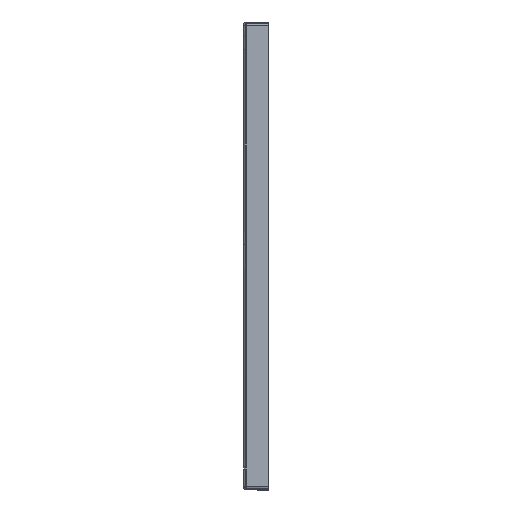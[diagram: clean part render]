
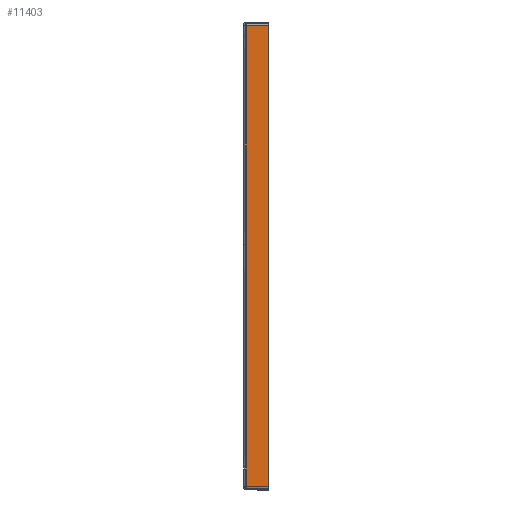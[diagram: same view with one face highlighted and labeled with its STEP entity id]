
A CAD part, left-side view. The second image highlights one B-rep face of the part: STEP entity #11403.
In plain terms, the highlighted planar face has unit normal (-1, 0, 0).
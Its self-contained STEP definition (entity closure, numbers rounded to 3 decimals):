
#2822=CARTESIAN_POINT('',(-850.,-5.114,45.));
#2823=CARTESIAN_POINT('',(-850.,-5.114,
48.816));
#2824=CARTESIAN_POINT('',(-850.,-5.114,56.818));
#2825=CARTESIAN_POINT('',(-850.,-5.114,70.157));
#2826=CARTESIAN_POINT('',(-850.,-5.113,84.141));
#2827=CARTESIAN_POINT('',(-850.,-5.113,98.429));
#2828=CARTESIAN_POINT('',(-850.,-5.112,114.322));
#2829=CARTESIAN_POINT('',(-850.,-5.11,129.339));
#2830=CARTESIAN_POINT('',(-850.,-5.109,143.935));
#2831=CARTESIAN_POINT('',(-850.,-5.108,157.882));
#2832=CARTESIAN_POINT('',(-850.,-5.106,171.414));
#2833=CARTESIAN_POINT('',(-850.,-5.104,184.417));
#2834=CARTESIAN_POINT('',(-850.,-5.103,197.378));
#2835=CARTESIAN_POINT('',(-850.,-5.101,208.199));
#2836=CARTESIAN_POINT('',(-850.,-5.099,219.851));
#2837=CARTESIAN_POINT('',(-850.,-5.097,232.473));
#2838=CARTESIAN_POINT('',(-850.,-5.095,245.762));
#2839=CARTESIAN_POINT('',(-850.,-5.093,260.664));
#2840=CARTESIAN_POINT('',(-850.,-5.09,274.589));
#2841=CARTESIAN_POINT('',(-850.,-5.088,289.221));
#2842=CARTESIAN_POINT('',(-850.,-5.085,303.765));
#2843=CARTESIAN_POINT('',(-850.,-5.082,317.773));
#2844=CARTESIAN_POINT('',(-850.,-5.079,332.859));
#2845=CARTESIAN_POINT('',(-850.,-5.077,347.661));
#2846=CARTESIAN_POINT('',(-850.,-5.073,363.273));
#2847=CARTESIAN_POINT('',(-850.,-5.071,378.245));
#2848=CARTESIAN_POINT('',(-850.,-5.067,393.536));
#2849=CARTESIAN_POINT('',(-850.,-5.064,408.632));
#2850=CARTESIAN_POINT('',(-850.,-5.061,423.894));
#2851=CARTESIAN_POINT('',(-850.,-5.058,439.81));
#2852=CARTESIAN_POINT('',(-850.,-5.055,455.494));
#2853=CARTESIAN_POINT('',(-850.,-5.053,
466.749));
#2854=CARTESIAN_POINT('',(-850.,-5.052,472.497));
#2856=CARTESIAN_POINT('',(-850.,-5.052,472.497));
#2857=CARTESIAN_POINT('',(-850.,-5.048,491.836));
#2858=CARTESIAN_POINT('',(-850.,-5.041,528.72));
#2859=CARTESIAN_POINT('',(-850.,-5.031,581.853));
#2860=CARTESIAN_POINT('',(-850.,-5.023,631.037));
#2861=CARTESIAN_POINT('',(-850.,-5.016,677.37));
#2862=CARTESIAN_POINT('',(-850.,-5.011,721.279));
#2863=CARTESIAN_POINT('',(-850.,-5.007,762.453));
#2864=CARTESIAN_POINT('',(-850.,-5.004,800.208));
#2865=CARTESIAN_POINT('',(-850.,-5.002,834.006));
#2866=CARTESIAN_POINT('',(-850.,-5.,864.477));
#2867=CARTESIAN_POINT('',(-850.,-5.,883.673));
#2868=CARTESIAN_POINT('',(-850.,-5.,893.));
#2870=DIRECTION('',(0.,0.,-1.));
#2871=VECTOR('',#2870,886.);
#2872=CARTESIAN_POINT('',(-850.,-48.,893.));
#2873=LINE('',#2872,#2871);
#2874=DIRECTION('',(0.,1.,0.));
#2875=VECTOR('',#2874,42.98);
#2876=CARTESIAN_POINT('',(-850.,-48.,7.));
#2877=LINE('',#2876,#2875);
#2878=DIRECTION('',(0.,-0.003,1.));
#2879=VECTOR('',#2878,32.993);
#2880=CARTESIAN_POINT('',(-850.,-5.02,
7.));
#2881=LINE('',#2880,#2879);
#2891=DIRECTION('',(0.,0.,-1.));
#2892=VECTOR('',#2891,5.007);
#2893=CARTESIAN_POINT('',(-850.,-5.114,45.));
#2894=LINE('',#2893,#2892);
#3483=DIRECTION('',(0.,1.,0.));
#3484=VECTOR('',#3483,43.);
#3485=CARTESIAN_POINT('',(-850.,-48.,893.));
#3486=LINE('',#3485,#3484);
#6479=CARTESIAN_POINT('',(-850.,-48.,893.));
#6480=CARTESIAN_POINT('',(-850.,-48.,7.));
#6481=VERTEX_POINT('',#6479);
#6482=VERTEX_POINT('',#6480);
#6503=CARTESIAN_POINT('',(-850.,-5.114,45.));
#6504=CARTESIAN_POINT('',(-850.,-5.114,
39.993));
#6505=VERTEX_POINT('',#6503);
#6506=VERTEX_POINT('',#6504);
#6507=VERTEX_POINT('',#2854);
#6508=VERTEX_POINT('',#2868);
#6509=CARTESIAN_POINT('',(-850.,-5.02,
7.));
#6510=VERTEX_POINT('',#6509);
#11383=CARTESIAN_POINT('',(-850.,0.,0.));
#11384=DIRECTION('',(-1.,0.,0.));
#11385=DIRECTION('',(0.,0.,1.));
#11386=AXIS2_PLACEMENT_3D('',#11383,#11384,#11385);
#11387=PLANE('',#11386);
#11389=ORIENTED_EDGE('',*,*,#11388,.F.);
#11391=ORIENTED_EDGE('',*,*,#11390,.T.);
#11393=ORIENTED_EDGE('',*,*,#11392,.T.);
#11395=ORIENTED_EDGE('',*,*,#11394,.F.);
#11396=ORIENTED_EDGE('',*,*,#11349,.T.);
#11398=ORIENTED_EDGE('',*,*,#11397,.T.);
#11400=ORIENTED_EDGE('',*,*,#11399,.T.);
#11401=EDGE_LOOP('',(#11389,#11391,#11393,#11395,#11396,#11398,#11400));
#11402=FACE_OUTER_BOUND('',#11401,.F.);
#11403=ADVANCED_FACE('',(#11402),#11387,.T.);
#2855=B_SPLINE_CURVE_WITH_KNOTS('',3,(#2822,#2823,#2824,#2825,#2826,#2827,#2828,
#2829,#2830,#2831,#2832,#2833,#2834,#2835,#2836,#2837,#2838,#2839,#2840,#2841,
#2842,#2843,#2844,#2845,#2846,#2847,#2848,#2849,#2850,#2851,#2852,#2853,#2854),
.UNSPECIFIED.,.F.,.F.,(4,1,1,1,1,1,1,1,1,1,1,1,1,1,1,1,1,1,1,1,1,1,1,1,1,1,1,1,
1,1,4),(0.,0.033,0.067,0.1,0.133,
0.167,0.2,0.233,0.267,0.3,
0.333,0.367,0.4,0.433,0.467,
0.5,0.533,0.567,0.6,0.633,
0.667,0.7,0.733,0.767,0.8,
0.833,0.867,0.9,0.933,0.967,
1.),.UNSPECIFIED.);
#2869=B_SPLINE_CURVE_WITH_KNOTS('',3,(#2856,#2857,#2858,#2859,#2860,#2861,#2862,
#2863,#2864,#2865,#2866,#2867,#2868),.UNSPECIFIED.,.F.,.F.,(4,1,1,1,1,1,1,1,1,1,
4),(0.,0.138,0.263,0.379,
0.489,0.594,0.692,0.783,
0.863,0.933,1.),.UNSPECIFIED.);
#11349=EDGE_CURVE('',#6481,#6482,#2873,.T.);
#11388=EDGE_CURVE('',#6505,#6506,#2894,.T.);
#11390=EDGE_CURVE('',#6505,#6507,#2855,.T.);
#11392=EDGE_CURVE('',#6507,#6508,#2869,.T.);
#11394=EDGE_CURVE('',#6481,#6508,#3486,.T.);
#11397=EDGE_CURVE('',#6482,#6510,#2877,.T.);
#11399=EDGE_CURVE('',#6510,#6506,#2881,.T.);
